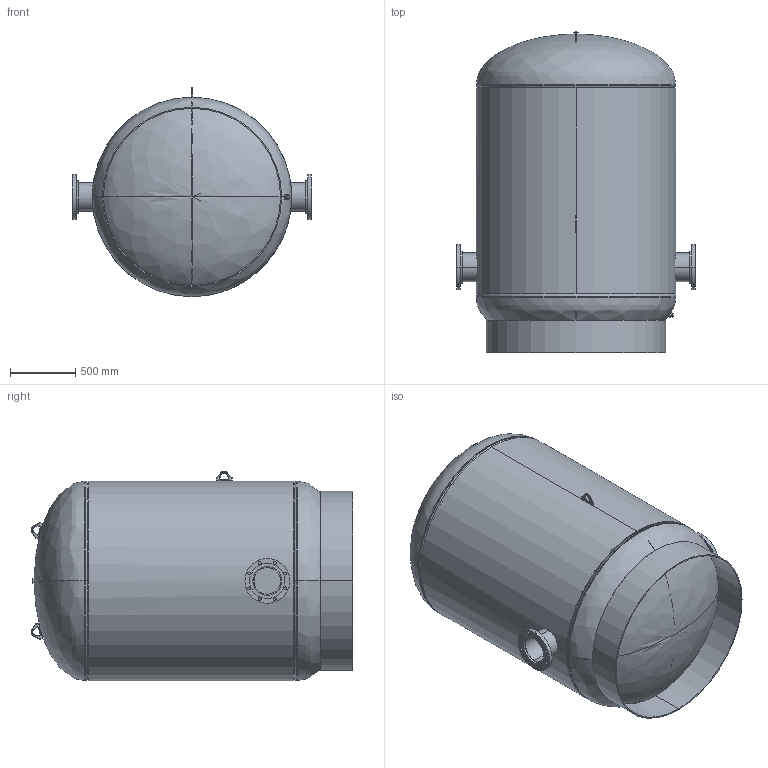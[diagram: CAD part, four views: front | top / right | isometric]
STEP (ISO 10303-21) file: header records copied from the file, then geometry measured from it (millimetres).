
FILE_DESCRIPTION (( 'STEP AP203' ), '1' );
FILE_NAME ('CBT-1040-8F.STEP', '2021-03-22T17:16:20', ( '' ), ( '' ), 'SwSTEP 2.0', 'SolidWorks 2021', '' );
FILE_SCHEMA (( 'CONFIG_CONTROL_DESIGN' ));
Length unit declared in the file: inch
Products named in the file (13): 55K0266; 9301120_7; 9200244; 9400542; 9455060; 55Q0529; CBT-1040-8F; 9500050; 9461100; PLUGS_9500150; 9500040; 99B2549
Assembly tree (27 placements, depth 2):
  CBT-1040-8F
    99B2549
    9200244
    9200244
    9500040
    9500050
    9301120_7  x2
    9461100  x2
    PLUGS_9500150
    9455060
    55K0266  x12
    9400542  x3
    55Q0529
Bounding box: 1828.8 x 2460.69 x 1602.5 mm (x, y, z)
Volume: 136168866.3 mm3; surface area: 33837307.9 mm2
Topology: 27 solids, 27 shells, 459 faces, 1026 edges, 622 vertices
Faces by surface type: cylinder 193, plane 152, torus 76, cone 24, bspline 14
Entity records: 12404 total; most frequent: CARTESIAN_POINT 5135, DIRECTION 1272, ORIENTED_EDGE 1052, AXIS2_PLACEMENT_3D 529, EDGE_CURVE 526, VERTEX_POINT 318, CIRCLE 278, EDGE_LOOP 272
